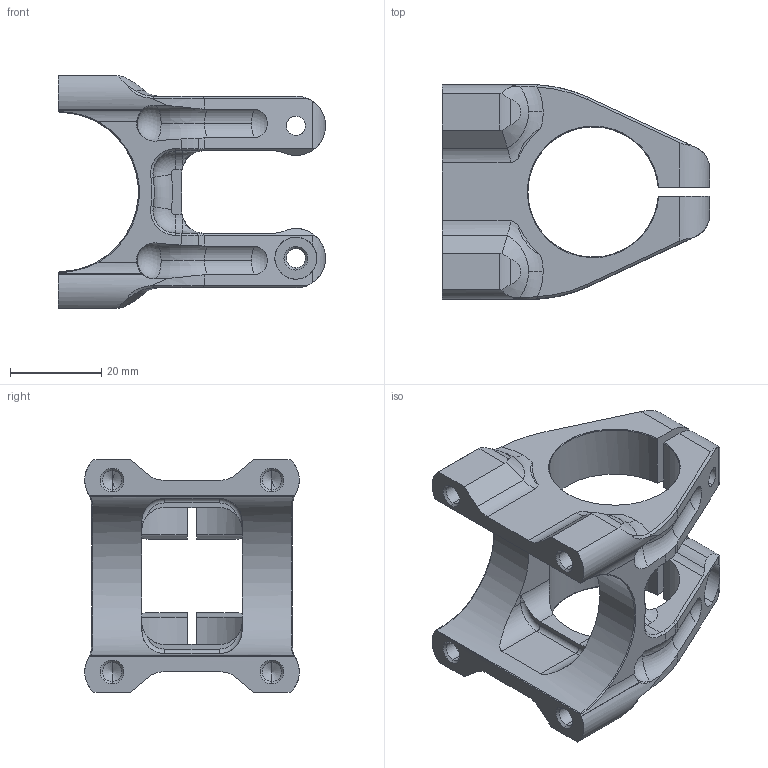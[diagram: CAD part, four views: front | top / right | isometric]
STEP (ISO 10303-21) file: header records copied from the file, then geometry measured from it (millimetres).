
FILE_DESCRIPTION (( 'STEP AP214' ), '1' );
FILE_NAME ('Potence 2021 partie pivot.STEP', '2021-05-10T19:12:45', ( '' ), ( '' ), 'SwSTEP 2.0', 'SolidWorks 2010', '' );
FILE_SCHEMA (( 'AUTOMOTIVE_DESIGN' ));
Length unit declared in the file: millimetre
Products named in the file (1): Potence 2021 partie pivot
Bounding box: 58.5 x 47 x 51 mm (x, y, z)
Volume: 28882.6 mm3; surface area: 15026.7 mm2
Topology: 1 solids, 1 shells, 266 faces, 720 edges, 447 vertices
Faces by surface type: cylinder 103, plane 66, cone 47, torus 30, bspline 12, sphere 8
Entity records: 10981 total; most frequent: CARTESIAN_POINT 4480, ORIENTED_EDGE 1408, DIRECTION 1265, EDGE_CURVE 704, AXIS2_PLACEMENT_3D 500, VERTEX_POINT 443, EDGE_LOOP 279, ADVANCED_FACE 266
